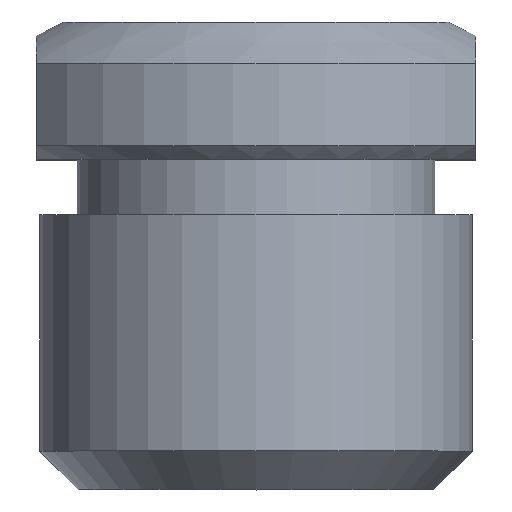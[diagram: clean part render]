
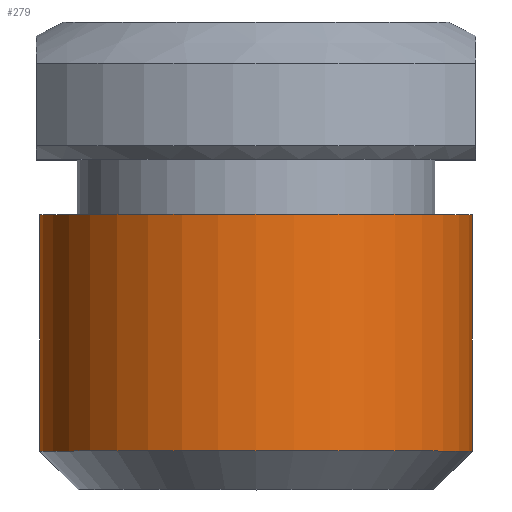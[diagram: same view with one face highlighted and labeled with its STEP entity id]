
A CAD part, top view. The second image highlights one B-rep face of the part: STEP entity #279.
In plain terms, the highlighted cylindrical face has radius 3.933 mm (diameter 7.866 mm), a full revolution.
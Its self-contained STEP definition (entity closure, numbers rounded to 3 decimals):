
#42=CYLINDRICAL_SURFACE('',#325,3.933);
#55=FACE_OUTER_BOUND('',#73,.T.);
#73=EDGE_LOOP('',(#236,#237,#238,#239));
#90=LINE('',#509,#102);
#102=VECTOR('',#402,4.);
#119=CIRCLE('',#324,3.933);
#120=CIRCLE('',#326,3.933);
#146=VERTEX_POINT('',#504);
#147=VERTEX_POINT('',#508);
#180=EDGE_CURVE('',#146,#146,#119,.T.);
#181=EDGE_CURVE('',#146,#147,#90,.T.);
#182=EDGE_CURVE('',#147,#147,#120,.T.);
#236=ORIENTED_EDGE('',*,*,#180,.F.);
#237=ORIENTED_EDGE('',*,*,#181,.T.);
#238=ORIENTED_EDGE('',*,*,#182,.T.);
#239=ORIENTED_EDGE('',*,*,#181,.F.);
#279=ADVANCED_FACE('',(#55),#42,.T.);
#324=AXIS2_PLACEMENT_3D('',#506,#398,#399);
#325=AXIS2_PLACEMENT_3D('',#507,#400,#401);
#326=AXIS2_PLACEMENT_3D('',#510,#403,#404);
#398=DIRECTION('center_axis',(0.,-1.,0.));
#399=DIRECTION('ref_axis',(1.,0.,0.));
#400=DIRECTION('center_axis',(0.,-1.,0.));
#401=DIRECTION('ref_axis',(1.,0.,0.));
#402=DIRECTION('',(0.,1.,0.));
#403=DIRECTION('center_axis',(0.,-1.,0.));
#404=DIRECTION('ref_axis',(1.,0.,0.));
#504=CARTESIAN_POINT('',(-3.933,0.7,0.));
#506=CARTESIAN_POINT('Origin',(0.,0.7,0.));
#507=CARTESIAN_POINT('Origin',(0.,2.5,0.));
#508=CARTESIAN_POINT('',(-3.933,5.,0.));
#509=CARTESIAN_POINT('',(-3.933,2.5,0.));
#510=CARTESIAN_POINT('Origin',(0.,5.,0.));
